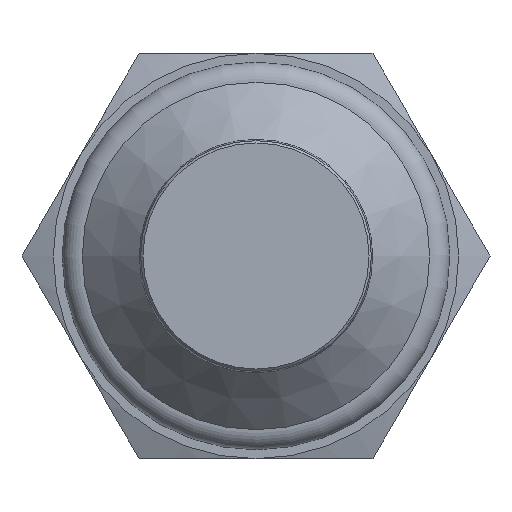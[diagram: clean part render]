
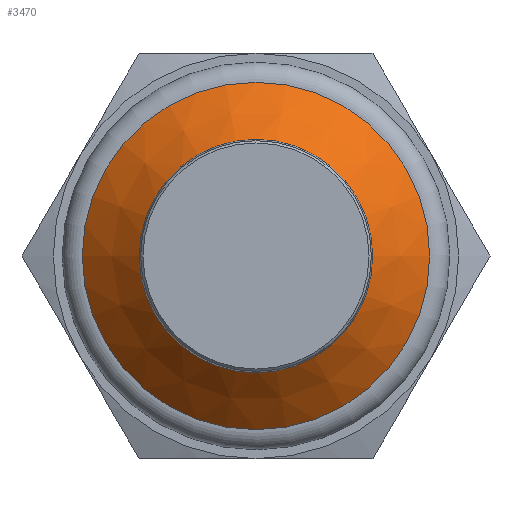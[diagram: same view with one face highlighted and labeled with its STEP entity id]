
A CAD part, left-side view. The second image highlights one B-rep face of the part: STEP entity #3470.
In plain terms, the highlighted conical face has half-angle 45 degrees and reference radius 25.4 mm.
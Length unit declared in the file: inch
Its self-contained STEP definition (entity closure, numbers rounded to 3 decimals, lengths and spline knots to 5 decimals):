
#3424=CARTESIAN_POINT('',(-0.51,0.249,0.0));
#3425=VERTEX_POINT('',#3424);
#3426=CARTESIAN_POINT('',(-0.51,0.0,0.0));
#3427=DIRECTION('',(1.0,0.0,0.0));
#3428=DIRECTION('',(0.0,1.0,0.0));
#3429=AXIS2_PLACEMENT_3D('',#3426,#3427,#3428);
#3430=CIRCLE('',#3429,0.249);
#3431=EDGE_CURVE('',#3425,#3425,#3430,.T.);
#3451=CARTESIAN_POINT('',(0.241,0.0,0.0));
#3452=DIRECTION('',(1.0,0.0,0.0));
#3453=DIRECTION('',(0.0,1.0,0.0));
#3454=AXIS2_PLACEMENT_3D('',#3451,#3452,#3453);
#3455=CONICAL_SURFACE('',#3454,1.0,45.);
#3456=CARTESIAN_POINT('',(-0.384,0.375,0.0));
#3457=VERTEX_POINT('',#3456);
#3458=CARTESIAN_POINT('',(-0.384,0.0,0.0));
#3459=DIRECTION('',(1.0,0.0,0.0));
#3460=DIRECTION('',(0.0,1.0,0.0));
#3461=AXIS2_PLACEMENT_3D('',#3458,#3459,#3460);
#3462=CIRCLE('',#3461,0.375);
#3463=EDGE_CURVE('',#3457,#3457,#3462,.T.);
#3464=ORIENTED_EDGE('',*,*,#3463,.F.);
#3465=EDGE_LOOP('',(#3464));
#3466=FACE_OUTER_BOUND('',#3465,.T.);
#3467=ORIENTED_EDGE('',*,*,#3431,.T.);
#3468=EDGE_LOOP('',(#3467));
#3469=FACE_BOUND('',#3468,.T.);
#3470=ADVANCED_FACE('',(#3466,#3469),#3455,.T.);
